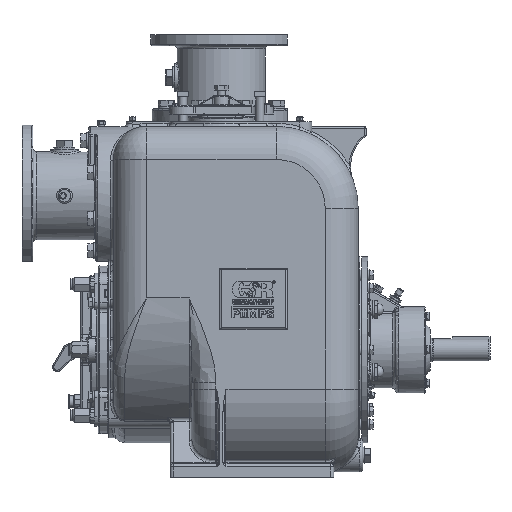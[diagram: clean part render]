
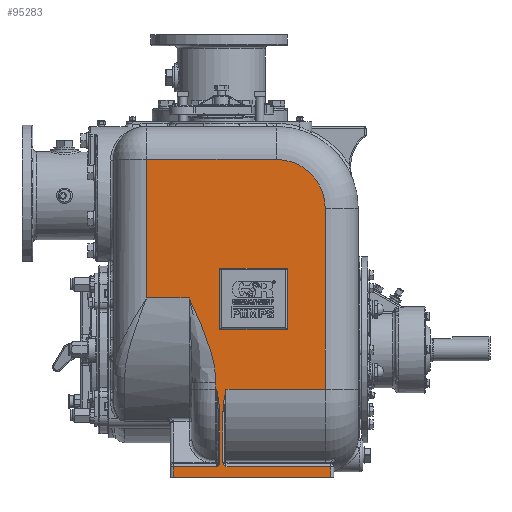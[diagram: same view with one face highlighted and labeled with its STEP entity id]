
A CAD part, front view. The second image highlights one B-rep face of the part: STEP entity #95283.
In plain terms, the highlighted planar face has unit normal (0, -1, 0).
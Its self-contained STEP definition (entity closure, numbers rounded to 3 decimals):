
#1076=B_SPLINE_CURVE_WITH_KNOTS('',3,(#135464,#135465,#135466,#135467,#135468),
 .UNSPECIFIED.,.F.,.F.,(4,1,4),(0.,0.006,0.011),
 .UNSPECIFIED.);
#1077=B_SPLINE_CURVE_WITH_KNOTS('',3,(#135506,#135507,#135508,#135509,#135510),
 .UNSPECIFIED.,.F.,.F.,(4,1,4),(0.,0.006,
0.011),.UNSPECIFIED.);
#1078=B_SPLINE_CURVE_WITH_KNOTS('',3,(#135536,#135537,#135538,#135539,#135540,
#135541),.UNSPECIFIED.,.F.,.F.,(4,1,1,4),(0.,0.011,0.023,
0.046),.UNSPECIFIED.);
#1079=B_SPLINE_CURVE_WITH_KNOTS('',3,(#135587,#135588,#135589,#135590,#135591,
#135592,#135593,#135594,#135595,#135596,#135597,#135598,#135599),
 .UNSPECIFIED.,.F.,.F.,(4,1,1,1,1,1,1,1,1,1,4),(0.,0.023,0.045,
0.068,0.09,0.113,0.135,
0.158,0.169,0.175,0.18),
 .UNSPECIFIED.);
#1162=B_SPLINE_CURVE_WITH_KNOTS('',3,(#138973,#138974,#138975,#138976,#138977,
#138978),.UNSPECIFIED.,.F.,.F.,(4,1,1,4),(0.,0.011,0.023,
0.046),.UNSPECIFIED.);
#3649=CIRCLE('',#100537,3.88);
#13958=ORIENTED_EDGE('',*,*,#30143,.T.);
#13959=ORIENTED_EDGE('',*,*,#30142,.F.);
#13960=ORIENTED_EDGE('',*,*,#30141,.T.);
#13961=ORIENTED_EDGE('',*,*,#29301,.F.);
#13962=ORIENTED_EDGE('',*,*,#29264,.T.);
#13963=ORIENTED_EDGE('',*,*,#29263,.T.);
#13964=ORIENTED_EDGE('',*,*,#29261,.T.);
#13965=ORIENTED_EDGE('',*,*,#29258,.T.);
#13966=ORIENTED_EDGE('',*,*,#29256,.T.);
#13967=ORIENTED_EDGE('',*,*,#29255,.F.);
#13968=ORIENTED_EDGE('',*,*,#29254,.T.);
#13969=ORIENTED_EDGE('',*,*,#29253,.T.);
#13970=ORIENTED_EDGE('',*,*,#29251,.T.);
#13971=ORIENTED_EDGE('',*,*,#29249,.T.);
#13972=ORIENTED_EDGE('',*,*,#29248,.T.);
#13973=ORIENTED_EDGE('',*,*,#29246,.F.);
#13974=ORIENTED_EDGE('',*,*,#29244,.T.);
#13975=ORIENTED_EDGE('',*,*,#29243,.T.);
#13976=ORIENTED_EDGE('',*,*,#29242,.T.);
#13977=ORIENTED_EDGE('',*,*,#29241,.T.);
#13978=ORIENTED_EDGE('',*,*,#30144,.T.);
#13979=ORIENTED_EDGE('',*,*,#30145,.T.);
#13980=ORIENTED_EDGE('',*,*,#30146,.T.);
#13981=ORIENTED_EDGE('',*,*,#30147,.T.);
#29241=EDGE_CURVE('',#37943,#37944,#43282,.F.);
#29242=EDGE_CURVE('',#37674,#37943,#1076,.F.);
#29243=EDGE_CURVE('',#37676,#37674,#43283,.T.);
#29244=EDGE_CURVE('',#37945,#37676,#43284,.F.);
#29246=EDGE_CURVE('',#37945,#37946,#43285,.T.);
#29248=EDGE_CURVE('',#37689,#37946,#43286,.T.);
#29249=EDGE_CURVE('',#37690,#37689,#43287,.T.);
#29251=EDGE_CURVE('',#37947,#37690,#1077,.T.);
#29253=EDGE_CURVE('',#37948,#37947,#43288,.F.);
#29254=EDGE_CURVE('',#37693,#37948,#1078,.F.);
#29255=EDGE_CURVE('',#37693,#37696,#43289,.T.);
#29256=EDGE_CURVE('',#37949,#37696,#43290,.F.);
#29258=EDGE_CURVE('',#37697,#37949,#1079,.F.);
#29261=EDGE_CURVE('',#37699,#37697,#43292,.T.);
#29263=EDGE_CURVE('',#37908,#37699,#43294,.F.);
#29264=EDGE_CURVE('',#37951,#37908,#43295,.T.);
#29301=EDGE_CURVE('',#37951,#37971,#3649,.F.);
#30141=EDGE_CURVE('',#37730,#37971,#43608,.T.);
#30142=EDGE_CURVE('',#37730,#37702,#43609,.T.);
#30143=EDGE_CURVE('',#37944,#37702,#1162,.T.);
#30144=EDGE_CURVE('',#38451,#38452,#43610,.F.);
#30145=EDGE_CURVE('',#38452,#38453,#43611,.T.);
#30146=EDGE_CURVE('',#38453,#38454,#43612,.T.);
#30147=EDGE_CURVE('',#38454,#38451,#43613,.F.);
#37674=VERTEX_POINT('',#132647);
#37676=VERTEX_POINT('',#132655);
#37689=VERTEX_POINT('',#132693);
#37690=VERTEX_POINT('',#132699);
#37693=VERTEX_POINT('',#132720);
#37696=VERTEX_POINT('',#132732);
#37697=VERTEX_POINT('',#132736);
#37699=VERTEX_POINT('',#132816);
#37702=VERTEX_POINT('',#132840);
#37730=VERTEX_POINT('',#132955);
#37908=VERTEX_POINT('',#135045);
#37943=VERTEX_POINT('',#135439);
#37944=VERTEX_POINT('',#135441);
#37945=VERTEX_POINT('',#135473);
#37946=VERTEX_POINT('',#135477);
#37947=VERTEX_POINT('',#135505);
#37948=VERTEX_POINT('',#135513);
#37949=VERTEX_POINT('',#135546);
#37951=VERTEX_POINT('',#135610);
#37971=VERTEX_POINT('',#135728);
#38451=VERTEX_POINT('',#138981);
#38452=VERTEX_POINT('',#138982);
#38453=VERTEX_POINT('',#138984);
#38454=VERTEX_POINT('',#138986);
#43282=LINE('',#135442,#47892);
#43283=LINE('',#135470,#47893);
#43284=LINE('',#135472,#47894);
#43285=LINE('',#135476,#47895);
#43286=LINE('',#135480,#47896);
#43287=LINE('',#135482,#47897);
#43288=LINE('',#135514,#47898);
#43289=LINE('',#135543,#47899);
#43290=LINE('',#135545,#47900);
#43292=LINE('',#135604,#47902);
#43294=LINE('',#135607,#47904);
#43295=LINE('',#135609,#47905);
#43608=LINE('',#138949,#48218);
#43609=LINE('',#138951,#48219);
#43610=LINE('',#138980,#48220);
#43611=LINE('',#138983,#48221);
#43612=LINE('',#138985,#48222);
#43613=LINE('',#138987,#48223);
#47892=VECTOR('',#111225,39.37);
#47893=VECTOR('',#111228,39.37);
#47894=VECTOR('',#111231,39.37);
#47895=VECTOR('',#111236,39.37);
#47896=VECTOR('',#111241,39.37);
#47897=VECTOR('',#111244,39.37);
#47898=VECTOR('',#111251,39.37);
#47899=VECTOR('',#111254,39.37);
#47900=VECTOR('',#111257,39.37);
#47902=VECTOR('',#111265,39.37);
#47904=VECTOR('',#111269,39.37);
#47905=VECTOR('',#111272,39.37);
#48218=VECTOR('',#113217,39.37);
#48219=VECTOR('',#113220,39.37);
#48220=VECTOR('',#113223,39.37);
#48221=VECTOR('',#113224,39.37);
#48222=VECTOR('',#113225,39.37);
#48223=VECTOR('',#113226,39.37);
#53279=EDGE_LOOP('',(#13958,#13959,#13960,#13961,#13962,#13963,#13964,#13965,
#13966,#13967,#13968,#13969,#13970,#13971,#13972,#13973,#13974,#13975,#13976,
#13977));
#53280=EDGE_LOOP('',(#13978,#13979,#13980,#13981));
#58292=FACE_BOUND('',#53279,.T.);
#58293=FACE_BOUND('',#53280,.T.);
#62103=PLANE('',#101316);
#95283=ADVANCED_FACE('',(#58292,#58293),#62103,.T.);
#100537=AXIS2_PLACEMENT_3D('',#135727,#111360,#111361);
#101316=AXIS2_PLACEMENT_3D('',#138979,#113221,#113222);
#111225=DIRECTION('',(0.,0.,-1.));
#111228=DIRECTION('',(-1.,0.,0.));
#111231=DIRECTION('',(0.,0.,-1.));
#111236=DIRECTION('',(-1.,0.,0.));
#111241=DIRECTION('',(0.,0.,-1.));
#111244=DIRECTION('',(-1.,0.,0.));
#111251=DIRECTION('',(0.,0.,1.));
#111254=DIRECTION('',(-1.,0.,0.));
#111257=DIRECTION('',(0.,0.,1.));
#111265=DIRECTION('',(1.,0.,0.));
#111269=DIRECTION('',(0.,0.,1.));
#111272=DIRECTION('',(-1.,0.,0.));
#111360=DIRECTION('',(0.,-1.,0.));
#111361=DIRECTION('',(0.,0.,-1.));
#113217=DIRECTION('',(0.,0.,1.));
#113220=DIRECTION('',(-1.,0.,0.));
#113221=DIRECTION('',(0.,-1.,0.));
#113222=DIRECTION('',(0.,0.,-1.));
#113223=DIRECTION('',(1.,0.,0.));
#113224=DIRECTION('',(0.,0.,1.));
#113225=DIRECTION('',(1.,0.,0.));
#113226=DIRECTION('',(0.,0.,1.));
#132647=CARTESIAN_POINT('',(0.37,-11.5,-9.31));
#132655=CARTESIAN_POINT('',(8.69,-11.5,-9.31));
#132693=CARTESIAN_POINT('',(-3.81,-11.5,-9.31));
#132699=CARTESIAN_POINT('',(-0.37,-11.5,-9.31));
#132720=CARTESIAN_POINT('',(-0.37,-11.5,-3.13));
#132732=CARTESIAN_POINT('',(-0.43,-11.5,-3.13));
#132736=CARTESIAN_POINT('',(-2.56,-11.5,4.12));
#132816=CARTESIAN_POINT('',(-5.95,-11.5,4.12));
#132840=CARTESIAN_POINT('',(0.37,-11.5,-3.13));
#132955=CARTESIAN_POINT('',(8.26,-11.5,-3.13));
#135045=CARTESIAN_POINT('',(-5.95,-11.5,15.13));
#135439=CARTESIAN_POINT('',(0.13,-11.5,-8.964));
#135441=CARTESIAN_POINT('',(0.13,-11.5,-4.913));
#135442=CARTESIAN_POINT('',(0.13,-11.5,-4.396));
#135464=CARTESIAN_POINT('',(0.13,-11.5,-8.964));
#135465=CARTESIAN_POINT('',(0.13,-11.5,-9.038));
#135466=CARTESIAN_POINT('',(0.192,-11.5,-9.179));
#135467=CARTESIAN_POINT('',(0.311,-11.5,-9.267));
#135468=CARTESIAN_POINT('',(0.37,-11.5,-9.31));
#135470=CARTESIAN_POINT('',(8.94,-11.5,-9.31));
#135472=CARTESIAN_POINT('',(8.69,-11.5,-9.31));
#135473=CARTESIAN_POINT('',(8.69,-11.5,-10.12));
#135476=CARTESIAN_POINT('',(8.94,-11.5,-10.12));
#135477=CARTESIAN_POINT('',(-3.81,-11.5,-10.12));
#135480=CARTESIAN_POINT('',(-3.81,-11.5,-9.31));
#135482=CARTESIAN_POINT('',(8.94,-11.5,-9.31));
#135505=CARTESIAN_POINT('',(-0.13,-11.5,-8.964));
#135506=CARTESIAN_POINT('',(-0.13,-11.5,-8.964));
#135507=CARTESIAN_POINT('',(-0.13,-11.5,-9.038));
#135508=CARTESIAN_POINT('',(-0.192,-11.5,-9.179));
#135509=CARTESIAN_POINT('',(-0.311,-11.5,-9.267));
#135510=CARTESIAN_POINT('',(-0.37,-11.5,-9.31));
#135513=CARTESIAN_POINT('',(-0.13,-11.5,-4.913));
#135514=CARTESIAN_POINT('',(-0.13,-11.5,-9.037));
#135536=CARTESIAN_POINT('',(-0.13,-11.5,-4.913));
#135537=CARTESIAN_POINT('',(-0.13,-11.5,-4.762));
#135538=CARTESIAN_POINT('',(-0.149,-11.5,-4.462));
#135539=CARTESIAN_POINT('',(-0.228,-11.5,-3.867));
#135540=CARTESIAN_POINT('',(-0.313,-11.5,-3.425));
#135541=CARTESIAN_POINT('',(-0.37,-11.5,-3.13));
#135543=CARTESIAN_POINT('',(10.88,-11.5,-3.13));
#135545=CARTESIAN_POINT('',(-0.43,-11.5,-3.13));
#135546=CARTESIAN_POINT('',(-0.43,-11.5,-2.627));
#135587=CARTESIAN_POINT('',(-0.43,-11.5,-2.627));
#135588=CARTESIAN_POINT('',(-0.43,-11.5,-2.326));
#135589=CARTESIAN_POINT('',(-0.471,-11.5,-1.733));
#135590=CARTESIAN_POINT('',(-0.625,-11.5,-0.86));
#135591=CARTESIAN_POINT('',(-0.852,-11.5,0.002));
#135592=CARTESIAN_POINT('',(-1.135,-11.5,0.852));
#135593=CARTESIAN_POINT('',(-1.458,-11.5,1.682));
#135594=CARTESIAN_POINT('',(-1.81,-11.5,2.502));
#135595=CARTESIAN_POINT('',(-2.118,-11.5,3.177));
#135596=CARTESIAN_POINT('',(-2.339,-11.5,3.649));
#135597=CARTESIAN_POINT('',(-2.465,-11.5,3.918));
#135598=CARTESIAN_POINT('',(-2.529,-11.5,4.053));
#135599=CARTESIAN_POINT('',(-2.56,-11.5,4.12));
#135604=CARTESIAN_POINT('',(-8.57,-11.5,4.12));
#135607=CARTESIAN_POINT('',(-5.95,-11.5,-3.13));
#135609=CARTESIAN_POINT('',(10.88,-11.5,15.13));
#135610=CARTESIAN_POINT('',(4.38,-11.5,15.13));
#135727=CARTESIAN_POINT('',(4.38,-11.5,11.25));
#135728=CARTESIAN_POINT('',(8.26,-11.5,11.25));
#138949=CARTESIAN_POINT('',(8.26,-11.5,-3.13));
#138951=CARTESIAN_POINT('',(10.88,-11.5,-3.13));
#138973=CARTESIAN_POINT('',(0.13,-11.5,-4.913));
#138974=CARTESIAN_POINT('',(0.13,-11.5,-4.762));
#138975=CARTESIAN_POINT('',(0.149,-11.5,-4.462));
#138976=CARTESIAN_POINT('',(0.228,-11.5,-3.867));
#138977=CARTESIAN_POINT('',(0.313,-11.5,-3.425));
#138978=CARTESIAN_POINT('',(0.37,-11.5,-3.13));
#138979=CARTESIAN_POINT('',(10.88,-11.5,-3.13));
#138980=CARTESIAN_POINT('',(0.,-11.5,1.63));
#138981=CARTESIAN_POINT('',(5.24,-11.5,1.63));
#138982=CARTESIAN_POINT('',(-0.12,-11.5,1.63));
#138983=CARTESIAN_POINT('',(-0.12,-11.5,6.37));
#138984=CARTESIAN_POINT('',(-0.12,-11.5,6.49));
#138985=CARTESIAN_POINT('',(5.12,-11.5,6.49));
#138986=CARTESIAN_POINT('',(5.24,-11.5,6.49));
#138987=CARTESIAN_POINT('',(5.24,-11.5,1.75));
